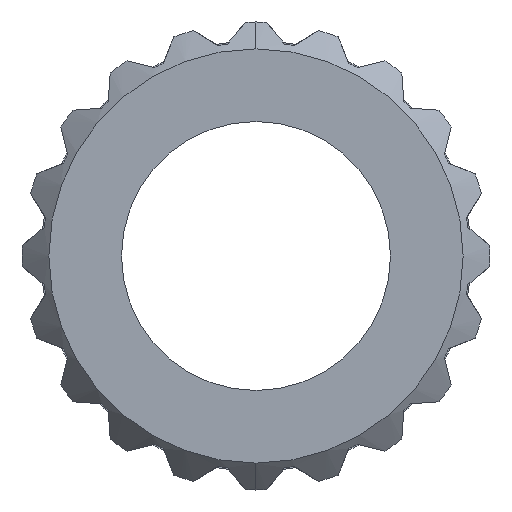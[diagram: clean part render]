
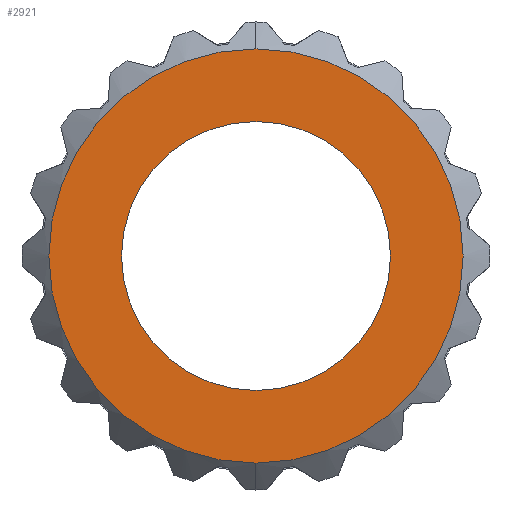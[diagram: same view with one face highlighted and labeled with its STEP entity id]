
A CAD part, left-side view. The second image highlights one B-rep face of the part: STEP entity #2921.
In plain terms, the highlighted planar face has unit normal (-1, 0, 0).
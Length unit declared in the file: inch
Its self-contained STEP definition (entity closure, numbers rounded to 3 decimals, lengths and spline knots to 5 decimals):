
#187 = EDGE_CURVE ( 'NONE', #4477, #8489, #6114, .T. ) ;
#201 = EDGE_CURVE ( 'NONE', #5186, #5316, #6129, .T. ) ;
#582 = DIRECTION ( 'NONE',  ( 0., 0., 1. ) ) ;
#583 = DIRECTION ( 'NONE',  ( -1., 0., 0. ) ) ;
#584 = CARTESIAN_POINT ( 'NONE',  ( 0.05433, 0., 0. ) ) ;
#656 = DIRECTION ( 'NONE',  ( 0., 0., 1. ) ) ;
#657 = DIRECTION ( 'NONE',  ( -1., 0., 0. ) ) ;
#658 = CARTESIAN_POINT ( 'NONE',  ( 0.05433, 0., 0. ) ) ;
#1852 = CIRCLE ( 'NONE', #7126, 0.385 ) ;
#2348 = CARTESIAN_POINT ( 'NONE',  ( 0.05433, 0., 0.25 ) ) ;
#2538 = CIRCLE ( 'NONE', #3180, 0.25 ) ;
#2921 = ADVANCED_FACE ( 'NONE', ( #4738, #4735 ), #6832, .F. ) ;
#3180 = AXIS2_PLACEMENT_3D ( 'NONE', #7742, #7743, #7744 ) ;
#3373 = ORIENTED_EDGE ( 'NONE', *, *, #4532, .F. ) ;
#3374 = ORIENTED_EDGE ( 'NONE', *, *, #187, .F. ) ;
#3375 = ORIENTED_EDGE ( 'NONE', *, *, #5536, .T. ) ;
#3376 = ORIENTED_EDGE ( 'NONE', *, *, #201, .T. ) ;
#4477 = VERTEX_POINT ( 'NONE', #7398 ) ;
#4532 = EDGE_CURVE ( 'NONE', #8489, #4477, #2538, .T. ) ;
#4588 = AXIS2_PLACEMENT_3D ( 'NONE', #6829, #6834, #6835 ) ;
#4735 = FACE_OUTER_BOUND ( 'NONE', #7816, .T. ) ;
#4738 = FACE_BOUND ( 'NONE', #7881, .T. ) ;
#5186 = VERTEX_POINT ( 'NONE', #7994 ) ;
#5316 = VERTEX_POINT ( 'NONE', #8129 ) ;
#5536 = EDGE_CURVE ( 'NONE', #5316, #5186, #1852, .T. ) ;
#5802 = AXIS2_PLACEMENT_3D ( 'NONE', #658, #657, #656 ) ;
#5810 = AXIS2_PLACEMENT_3D ( 'NONE', #584, #583, #582 ) ;
#6114 = CIRCLE ( 'NONE', #5802, 0.25 ) ;
#6129 = CIRCLE ( 'NONE', #5810, 0.385 ) ;
#6829 = CARTESIAN_POINT ( 'NONE',  ( 0.05433, 0.25, 0. ) ) ;
#6832 = PLANE ( 'NONE',  #4588 ) ;
#6834 = DIRECTION ( 'NONE',  ( 1., 0., 0. ) ) ;
#6835 = DIRECTION ( 'NONE',  ( 0., 0., -1. ) ) ;
#7126 = AXIS2_PLACEMENT_3D ( 'NONE', #9295, #9296, #9297 ) ;
#7398 = CARTESIAN_POINT ( 'NONE',  ( 0.05433, 0., -0.25 ) ) ;
#7742 = CARTESIAN_POINT ( 'NONE',  ( 0.05433, 0., 0. ) ) ;
#7743 = DIRECTION ( 'NONE',  ( -1., 0., 0. ) ) ;
#7744 = DIRECTION ( 'NONE',  ( 0., 0., 1. ) ) ;
#7816 = EDGE_LOOP ( 'NONE', ( #3375, #3376 ) ) ;
#7881 = EDGE_LOOP ( 'NONE', ( #3373, #3374 ) ) ;
#7994 = CARTESIAN_POINT ( 'NONE',  ( 0.05433, 0., 0.385 ) ) ;
#8129 = CARTESIAN_POINT ( 'NONE',  ( 0.05433, 0., -0.385 ) ) ;
#8489 = VERTEX_POINT ( 'NONE', #2348 ) ;
#9295 = CARTESIAN_POINT ( 'NONE',  ( 0.05433, 0., 0. ) ) ;
#9296 = DIRECTION ( 'NONE',  ( -1., 0., 0. ) ) ;
#9297 = DIRECTION ( 'NONE',  ( 0., 0., 1. ) ) ;
